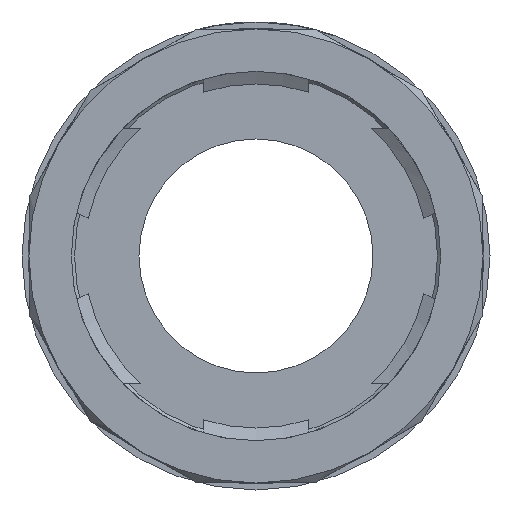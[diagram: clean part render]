
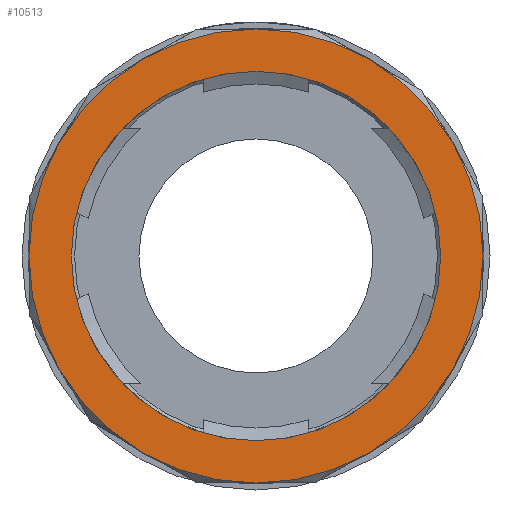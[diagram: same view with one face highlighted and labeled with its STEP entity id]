
A CAD part, front view. The second image highlights one B-rep face of the part: STEP entity #10513.
In plain terms, the highlighted planar face has unit normal (0, -1, 0).
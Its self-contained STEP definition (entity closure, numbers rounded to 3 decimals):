
#9807 = EDGE_CURVE ( 'NONE', #9808, #9809, #15417, .T. ) ;
#9808 = VERTEX_POINT ( 'NONE', #15413 ) ;
#9809 = VERTEX_POINT ( 'NONE', #15412 ) ;
#9832 = EDGE_CURVE ( 'NONE', #9833, #9834, #15431, .T. ) ;
#9833 = VERTEX_POINT ( 'NONE', #15426 ) ;
#9834 = VERTEX_POINT ( 'NONE', #15425 ) ;
#9846 = EDGE_CURVE ( 'NONE', #9809, #9808, #15463, .T. ) ;
#10430 = EDGE_CURVE ( 'NONE', #9834, #9833, #16614, .T. ) ;
#10513 = ADVANCED_FACE ( 'NONE', ( #16794, #16793 ), #16792, .F. ) ;
#10521 = ORIENTED_EDGE ( 'NONE', *, *, #10430, .F. ) ;
#10522 = EDGE_LOOP ( 'NONE', ( #10523, #10524 ) ) ;
#10523 = ORIENTED_EDGE ( 'NONE', *, *, #9846, .T. ) ;
#10524 = ORIENTED_EDGE ( 'NONE', *, *, #9807, .T. ) ;
#10529 = ORIENTED_EDGE ( 'NONE', *, *, #9832, .F. ) ;
#10538 = EDGE_LOOP ( 'NONE', ( #10529, #10521 ) ) ;
#15412 = CARTESIAN_POINT ( 'NONE',  ( -14.6, 0., 0. ) ) ;
#15413 = CARTESIAN_POINT ( 'NONE',  ( 14.6, 0., 0. ) ) ;
#15414 = DIRECTION ( 'NONE',  ( -1., 0., 0. ) ) ;
#15415 = DIRECTION ( 'NONE',  ( 0., 1., 0. ) ) ;
#15416 = AXIS2_PLACEMENT_3D ( 'NONE', #15422, #15415, #15414 ) ;
#15417 = CIRCLE ( 'NONE', #15416, 14.6 ) ;
#15422 = CARTESIAN_POINT ( 'NONE',  ( 0., 0., 0. ) ) ;
#15425 = CARTESIAN_POINT ( 'NONE',  ( 17.95, 0., 0. ) ) ;
#15426 = CARTESIAN_POINT ( 'NONE',  ( -17.95, 0., 0. ) ) ;
#15427 = DIRECTION ( 'NONE',  ( -1., 0., 0. ) ) ;
#15428 = DIRECTION ( 'NONE',  ( 0., 1., 0. ) ) ;
#15429 = CARTESIAN_POINT ( 'NONE',  ( 0., 0., 0. ) ) ;
#15430 = AXIS2_PLACEMENT_3D ( 'NONE', #15429, #15428, #15427 ) ;
#15431 = CIRCLE ( 'NONE', #15430, 17.95 ) ;
#15460 = DIRECTION ( 'NONE',  ( -1., 0., 0. ) ) ;
#15461 = DIRECTION ( 'NONE',  ( 0., 1., 0. ) ) ;
#15462 = AXIS2_PLACEMENT_3D ( 'NONE', #15469, #15461, #15460 ) ;
#15463 = CIRCLE ( 'NONE', #15462, 14.6 ) ;
#15469 = CARTESIAN_POINT ( 'NONE',  ( 0., 0., 0. ) ) ;
#16610 = DIRECTION ( 'NONE',  ( -1., 0., 0. ) ) ;
#16611 = DIRECTION ( 'NONE',  ( 0., 1., 0. ) ) ;
#16612 = CARTESIAN_POINT ( 'NONE',  ( 0., 0., 0. ) ) ;
#16613 = AXIS2_PLACEMENT_3D ( 'NONE', #16612, #16611, #16610 ) ;
#16614 = CIRCLE ( 'NONE', #16613, 17.95 ) ;
#16788 = DIRECTION ( 'NONE',  ( -1., 0., 0. ) ) ;
#16789 = DIRECTION ( 'NONE',  ( 0., 1., 0. ) ) ;
#16790 = CARTESIAN_POINT ( 'NONE',  ( 17.95, 0., 0. ) ) ;
#16791 = AXIS2_PLACEMENT_3D ( 'NONE', #16790, #16789, #16788 ) ;
#16792 = PLANE ( 'NONE',  #16791 ) ;
#16793 = FACE_BOUND ( 'NONE', #10522, .T. ) ;
#16794 = FACE_OUTER_BOUND ( 'NONE', #10538, .T. ) ;
